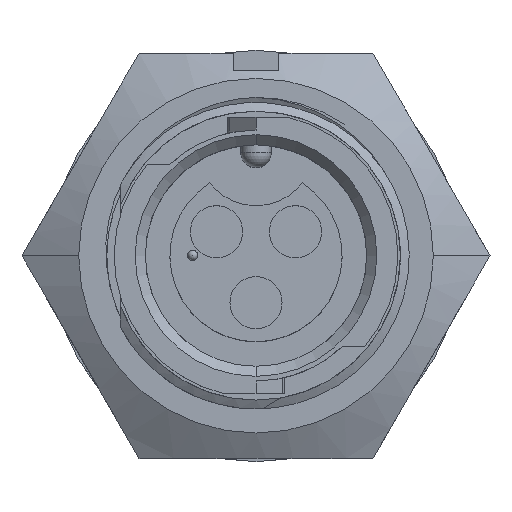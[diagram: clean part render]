
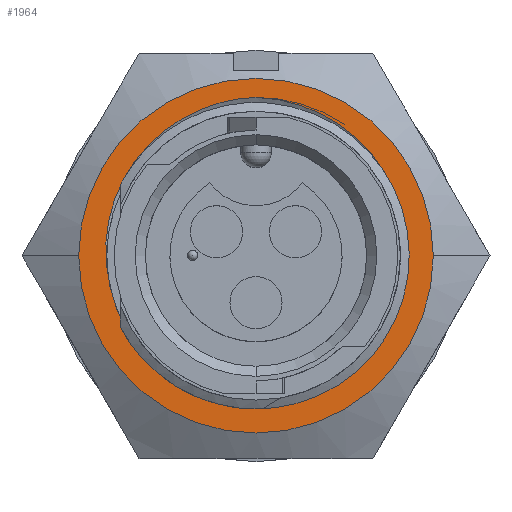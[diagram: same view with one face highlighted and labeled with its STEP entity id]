
A CAD part, top view. The second image highlights one B-rep face of the part: STEP entity #1964.
In plain terms, the highlighted planar face has unit normal (0, 0, 1).
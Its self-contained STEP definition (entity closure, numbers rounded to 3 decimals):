
#64 = CARTESIAN_POINT ( 'NONE',  ( -8.89, 0., -6.226 ) ) ;
#271 = AXIS2_PLACEMENT_3D ( 'NONE', #1916, #7758, #7551 ) ;
#406 = AXIS2_PLACEMENT_3D ( 'NONE', #7917, #5462, #7101 ) ;
#528 = CARTESIAN_POINT ( 'NONE',  ( -2.787, 7.354, -6.226 ) ) ;
#644 = FACE_OUTER_BOUND ( 'NONE', #6722, .T. ) ;
#721 = AXIS2_PLACEMENT_3D ( 'NONE', #9580, #9736, #9635 ) ;
#742 = CARTESIAN_POINT ( 'NONE',  ( 0.286, 7.929, -6.226 ) ) ;
#853 = CARTESIAN_POINT ( 'NONE',  ( 6.557, 4.028, -6.226 ) ) ;
#958 = CARTESIAN_POINT ( 'NONE',  ( 7.334, -1.47, -6.226 ) ) ;
#1277 = CARTESIAN_POINT ( 'NONE',  ( -5.156, 5.813, -6.226 ) ) ;
#1419 = VERTEX_POINT ( 'NONE', #9251 ) ;
#1460 = EDGE_CURVE ( 'NONE', #1955, #1419, #4752, .T. ) ;
#1546 = CARTESIAN_POINT ( 'NONE',  ( 1.136, 7.824, -6.226 ) ) ;
#1559 = EDGE_LOOP ( 'NONE', ( #7468, #10225, #2567 ) ) ;
#1655 = CARTESIAN_POINT ( 'NONE',  ( 3.795, 6.845, -6.226 ) ) ;
#1714 = CARTESIAN_POINT ( 'NONE',  ( 7.475, 1.355, -6.226 ) ) ;
#1768 = CARTESIAN_POINT ( 'NONE',  ( 7.047, 2.994, -6.226 ) ) ;
#1916 = CARTESIAN_POINT ( 'NONE',  ( 0., 0., -6.226 ) ) ;
#1955 = VERTEX_POINT ( 'NONE', #6333 ) ;
#1964 = ADVANCED_FACE ( 'NONE', ( #8057, #644 ), #8929, .F. ) ;
#1984 = CARTESIAN_POINT ( 'NONE',  ( -1.142, 7.839, -6.226 ) ) ;
#2143 = CARTESIAN_POINT ( 'NONE',  ( -7.04, 3.009, -6.226 ) ) ;
#2160 = AXIS2_PLACEMENT_3D ( 'NONE', #6412, #8088, #7225 ) ;
#2314 = CIRCLE ( 'NONE', #406, 8.89 ) ;
#2518 = CARTESIAN_POINT ( 'NONE',  ( 7.466, -0.913, -6.226 ) ) ;
#2567 = ORIENTED_EDGE ( 'NONE', *, *, #8151, .F. ) ;
#2796 = CARTESIAN_POINT ( 'NONE',  ( -6.251, 4.521, -6.226 ) ) ;
#2902 = CARTESIAN_POINT ( 'NONE',  ( -5.552, 5.41, -6.226 ) ) ;
#2953 = CARTESIAN_POINT ( 'NONE',  ( -7.334, -1.47, -6.226 ) ) ;
#3334 = CARTESIAN_POINT ( 'NONE',  ( 1.417, 7.769, -6.226 ) ) ;
#3390 = CARTESIAN_POINT ( 'NONE',  ( 5.145, 5.822, -6.226 ) ) ;
#3716 = CARTESIAN_POINT ( 'NONE',  ( -7.45, -0.91, -6.226 ) ) ;
#3819 = VERTEX_POINT ( 'NONE', #64 ) ;
#3827 = CARTESIAN_POINT ( 'NONE',  ( -7.225, 2.475, -6.226 ) ) ;
#3891 = CIRCLE ( 'NONE', #2160, 7.48 ) ;
#4106 = VERTEX_POINT ( 'NONE', #7196 ) ;
#4144 = CARTESIAN_POINT ( 'NONE',  ( 7.537, 0.781, -6.226 ) ) ;
#4259 = VERTEX_POINT ( 'NONE', #6279 ) ;
#4752 = B_SPLINE_CURVE_WITH_KNOTS ( 'NONE', 3,
 ( #2953, #6912, #3716, #8760, #10221, #7944, #7017, #3827, #2143, #10327, #2796, #2902, #1277, #6208, #7128, #528, #6961, #1984, #5271, #8594 ),
 .UNSPECIFIED., .F., .F.,
 ( 4, 2, 2, 2, 2, 2, 2, 2, 2, 4 ),
 ( 0., 0.001, 0.002, 0.003, 0.005, 0.007, 0.009, 0.01, 0.012, 0.014 ),
 .UNSPECIFIED. ) ;
#4902 = ORIENTED_EDGE ( 'NONE', *, *, #8545, .F. ) ;
#4946 = CARTESIAN_POINT ( 'NONE',  ( 5.55, 5.413, -6.226 ) ) ;
#5054 = CARTESIAN_POINT ( 'NONE',  ( 2.774, 7.36, -6.226 ) ) ;
#5271 = CARTESIAN_POINT ( 'NONE',  ( -0.572, 7.92, -6.226 ) ) ;
#5462 = DIRECTION ( 'NONE',  ( 0., 0., -1. ) ) ;
#6208 = CARTESIAN_POINT ( 'NONE',  ( -4.27, 6.536, -6.226 ) ) ;
#6279 = CARTESIAN_POINT ( 'NONE',  ( 8.89, 0., -6.226 ) ) ;
#6333 = CARTESIAN_POINT ( 'NONE',  ( -7.334, -1.47, -6.226 ) ) ;
#6412 = CARTESIAN_POINT ( 'NONE',  ( 0., 0., -6.226 ) ) ;
#6640 = CARTESIAN_POINT ( 'NONE',  ( 6.255, 4.516, -6.226 ) ) ;
#6695 = CARTESIAN_POINT ( 'NONE',  ( 7.23, 2.457, -6.226 ) ) ;
#6722 = EDGE_LOOP ( 'NONE', ( #4902, #10598 ) ) ;
#6912 = CARTESIAN_POINT ( 'NONE',  ( -7.4, -1.192, -6.226 ) ) ;
#6931 = EDGE_CURVE ( 'NONE', #4259, #3819, #2314, .T. ) ;
#6961 = CARTESIAN_POINT ( 'NONE',  ( -2.248, 7.557, -6.226 ) ) ;
#7017 = CARTESIAN_POINT ( 'NONE',  ( -7.475, 1.358, -6.226 ) ) ;
#7101 = DIRECTION ( 'NONE',  ( -1., 0., 0. ) ) ;
#7128 = CARTESIAN_POINT ( 'NONE',  ( -3.795, 6.844, -6.226 ) ) ;
#7196 = CARTESIAN_POINT ( 'NONE',  ( 7.334, -1.47, -6.226 ) ) ;
#7225 = DIRECTION ( 'NONE',  ( 1., 0., 0. ) ) ;
#7451 = CARTESIAN_POINT ( 'NONE',  ( 7.532, -0.351, -6.226 ) ) ;
#7468 = ORIENTED_EDGE ( 'NONE', *, *, #1460, .T. ) ;
#7551 = DIRECTION ( 'NONE',  ( -1., 0., 0. ) ) ;
#7758 = DIRECTION ( 'NONE',  ( 0., 0., -1. ) ) ;
#7766 = EDGE_CURVE ( 'NONE', #1419, #4106, #10317, .T. ) ;
#7917 = CARTESIAN_POINT ( 'NONE',  ( 0., 0., -6.226 ) ) ;
#7944 = CARTESIAN_POINT ( 'NONE',  ( -7.536, 0.794, -6.226 ) ) ;
#8057 = FACE_BOUND ( 'NONE', #1559, .T. ) ;
#8088 = DIRECTION ( 'NONE',  ( 0., 0., 1. ) ) ;
#8151 = EDGE_CURVE ( 'NONE', #1955, #4106, #3891, .T. ) ;
#8157 = CARTESIAN_POINT ( 'NONE',  ( 4.269, 6.536, -6.226 ) ) ;
#8545 = EDGE_CURVE ( 'NONE', #3819, #4259, #9604, .T. ) ;
#8594 = CARTESIAN_POINT ( 'NONE',  ( 0., 7.938, -6.226 ) ) ;
#8760 = CARTESIAN_POINT ( 'NONE',  ( -7.517, -0.343, -6.226 ) ) ;
#8929 = PLANE ( 'NONE',  #721 ) ;
#9028 = CARTESIAN_POINT ( 'NONE',  ( 0., 7.938, -6.226 ) ) ;
#9251 = CARTESIAN_POINT ( 'NONE',  ( 0., 7.938, -6.226 ) ) ;
#9580 = CARTESIAN_POINT ( 'NONE',  ( -5.866, -10.16, -6.226 ) ) ;
#9604 = CIRCLE ( 'NONE', #271, 8.89 ) ;
#9635 = DIRECTION ( 'NONE',  ( -1., 0., 0. ) ) ;
#9736 = DIRECTION ( 'NONE',  ( 0., 0., -1. ) ) ;
#9892 = CARTESIAN_POINT ( 'NONE',  ( 2.242, 7.558, -6.226 ) ) ;
#10221 = CARTESIAN_POINT ( 'NONE',  ( -7.534, -0.057, -6.226 ) ) ;
#10225 = ORIENTED_EDGE ( 'NONE', *, *, #7766, .T. ) ;
#10317 = B_SPLINE_CURVE_WITH_KNOTS ( 'NONE', 3,
 ( #9028, #742, #10703, #1546, #3334, #9892, #5054, #1655, #8157, #3390, #4946, #6640, #853, #1768, #6695, #1714, #4144, #7451, #2518, #958 ),
 .UNSPECIFIED., .F., .F.,
 ( 4, 2, 2, 2, 2, 2, 2, 2, 2, 4 ),
 ( 0., 0.001, 0.002, 0.003, 0.005, 0.007, 0.009, 0.01, 0.012, 0.014 ),
 .UNSPECIFIED. ) ;
#10327 = CARTESIAN_POINT ( 'NONE',  ( -6.555, 4.03, -6.226 ) ) ;
#10598 = ORIENTED_EDGE ( 'NONE', *, *, #6931, .F. ) ;
#10703 = CARTESIAN_POINT ( 'NONE',  ( 0.57, 7.904, -6.226 ) ) ;
